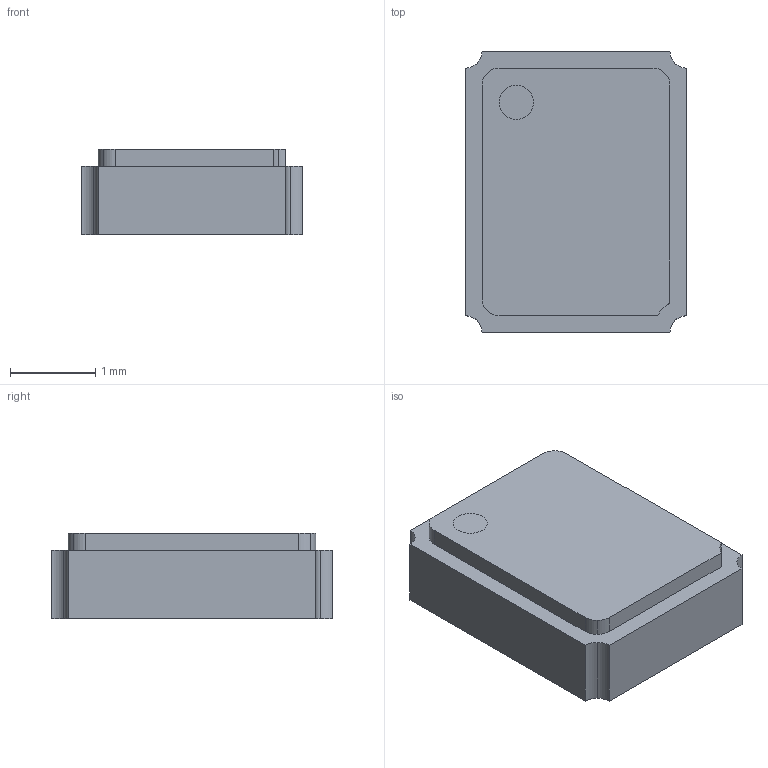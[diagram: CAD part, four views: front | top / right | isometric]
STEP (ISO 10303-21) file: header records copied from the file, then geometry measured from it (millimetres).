
FILE_DESCRIPTION((''),'2;1');
FILE_NAME('OSC_ABRACON_ASVTX-11.stp','2010-01-19T15:30:54',(''),(''),'Mechanical Desktop 2006','Mechanical Desktop 2006',', , ');
FILE_SCHEMA(('AUTOMOTIVE_DESIGN { 1 2 10303 214 0 1 1 1 }'));
Length unit declared in the file: millimetre
Products named in the file (1): Product
Bounding box: 2.6 x 3.3 x 1 mm (x, y, z)
Volume: 8 mm3; surface area: 57.5 mm2
Topology: 11 solids, 11 shells, 115 faces, 252 edges, 168 vertices
Faces by surface type: plane 87, cylinder 28
Entity records: 3191 total; most frequent: DIRECTION 540, CARTESIAN_POINT 536, ORIENTED_EDGE 504, EDGE_CURVE 252, VECTOR 196, LINE 196, AXIS2_PLACEMENT_3D 172, VERTEX_POINT 168
